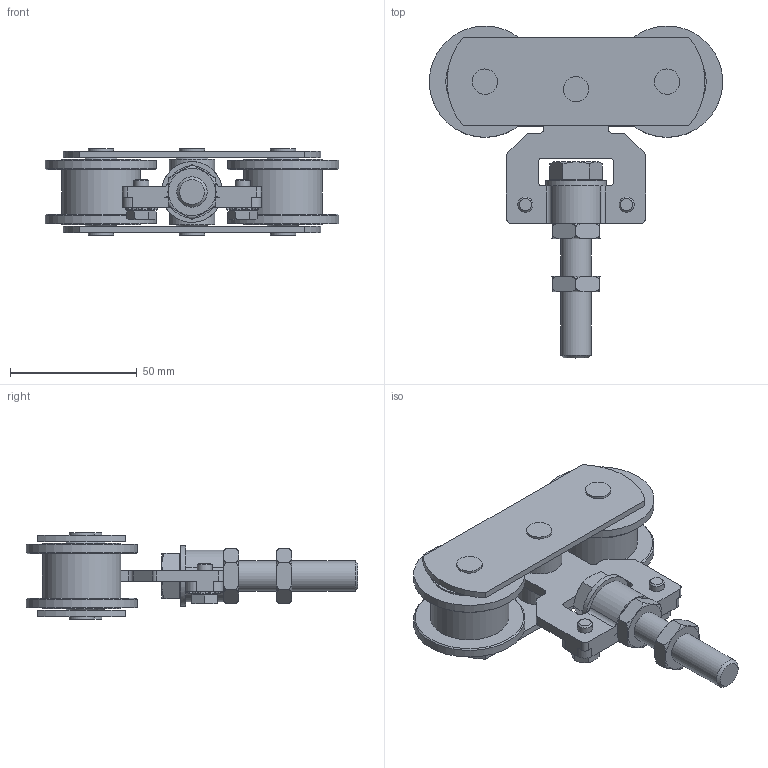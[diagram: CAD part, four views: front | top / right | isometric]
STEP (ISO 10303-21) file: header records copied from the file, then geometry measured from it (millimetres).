
FILE_DESCRIPTION(/* description */ (''),/* implementation_level */ '2;1');
FILE_NAME(/* name */ '0255D.stp',/* time_stamp */ '2023-06-06T08:46:06+02:00',/* author */ ('Giuliano'),/* organization */ (''),/* preprocessor_version */ 'ST-DEVELOPER v18.1',/* originating_system */ 'Autodesk Inventor 2021',/* authorisation */ '');
FILE_SCHEMA (('AUTOMOTIVE_DESIGN { 1 0 10303 214 3 1 1 }'));
Length unit declared in the file: millimetre
Products named in the file (1): Pièce27
Bounding box: 116 x 131.2 x 34.1 mm (x, y, z)
Volume: 101201.6 mm3; surface area: 42161.8 mm2
Topology: 1 solids, 1 shells, 316 faces, 810 edges, 530 vertices
Faces by surface type: plane 141, cylinder 140, cone 31, torus 4
Full cylindrical faces by diameter (mm): 6 x2, 8.88 x2, 10 x6, 12 x3, 16.63 x1, 18 x2, 24 x1, 31 x6, 44 x4
Entity records: 10169 total; most frequent: CARTESIAN_POINT 2257, DIRECTION 1718, ORIENTED_EDGE 1620, EDGE_CURVE 810, AXIS2_PLACEMENT_3D 655, VERTEX_POINT 530, LINE 408, VECTOR 408
